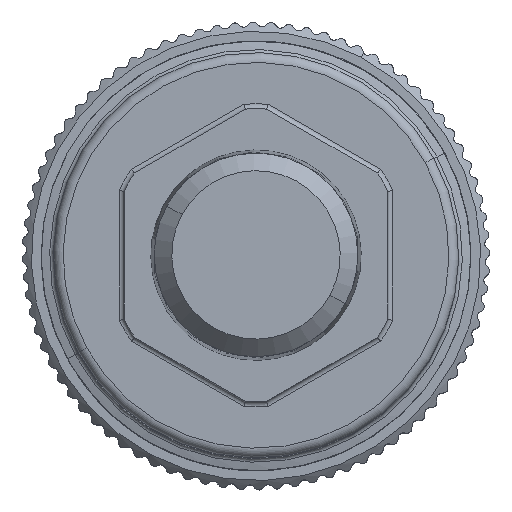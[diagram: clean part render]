
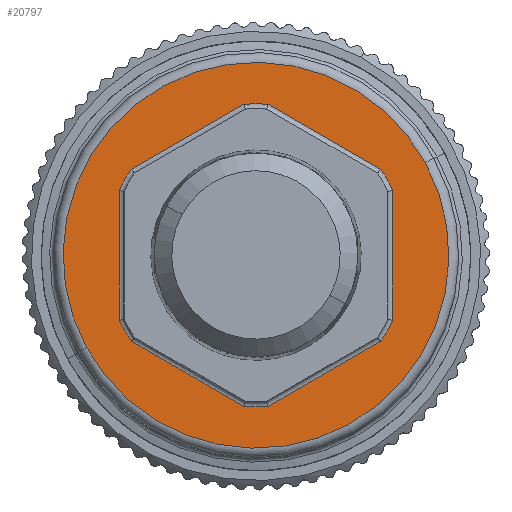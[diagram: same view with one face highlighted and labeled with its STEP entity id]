
A CAD part, top view. The second image highlights one B-rep face of the part: STEP entity #20797.
In plain terms, the highlighted planar face has unit normal (0, 0, 1).
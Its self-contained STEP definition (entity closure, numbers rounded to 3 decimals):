
#20448=CARTESIAN_POINT('Vertex',(-25.126,41.615,-11.065)) ;
#20457=CARTESIAN_POINT('Vertex',(-36.647,34.963,-11.065)) ;
#20460=CARTESIAN_POINT('Line Origine',(-34.007,36.487,-11.065)) ;
#20483=CARTESIAN_POINT('Vertex',(-39.126,34.963,-11.065)) ;
#20486=CARTESIAN_POINT('Axis2P3D Location',(-37.886,50.413,-11.065)) ;
#20509=CARTESIAN_POINT('Vertex',(-50.647,41.615,-11.065)) ;
#20512=CARTESIAN_POINT('Line Origine',(-41.766,36.487,-11.065)) ;
#20535=CARTESIAN_POINT('Vertex',(-51.886,43.761,-11.065)) ;
#20539=CARTESIAN_POINT('Control Point',(-51.386,42.797,-11.065)) ;
#20540=CARTESIAN_POINT('Control Point',(-51.564,43.113,-11.065)) ;
#20541=CARTESIAN_POINT('Control Point',(-51.731,43.434,-11.065)) ;
#20542=CARTESIAN_POINT('Control Point',(-51.886,43.761,-11.065)) ;
#20543=CARTESIAN_POINT('Vertex',(-51.386,42.797,-11.065)) ;
#20546=CARTESIAN_POINT('Axis2P3D Location',(-37.886,50.413,-11.065)) ;
#20571=CARTESIAN_POINT('Vertex',(-51.886,57.065,-11.065)) ;
#20574=CARTESIAN_POINT('Line Origine',(-51.886,50.413,-11.065)) ;
#20597=CARTESIAN_POINT('Vertex',(-50.647,59.211,-11.065)) ;
#20600=CARTESIAN_POINT('Axis2P3D Location',(-37.886,50.413,-11.065)) ;
#20623=CARTESIAN_POINT('Vertex',(-39.126,65.863,-11.065)) ;
#20626=CARTESIAN_POINT('Line Origine',(-41.766,64.339,-11.065)) ;
#20649=CARTESIAN_POINT('Vertex',(-36.647,65.863,-11.065)) ;
#20652=CARTESIAN_POINT('Axis2P3D Location',(-37.886,50.413,-11.065)) ;
#20675=CARTESIAN_POINT('Vertex',(-25.126,59.211,-11.065)) ;
#20678=CARTESIAN_POINT('Line Origine',(-34.007,64.339,-11.065)) ;
#20701=CARTESIAN_POINT('Vertex',(-23.886,57.065,-11.065)) ;
#20704=CARTESIAN_POINT('Axis2P3D Location',(-37.886,50.413,-11.065)) ;
#20727=CARTESIAN_POINT('Vertex',(-23.886,43.761,-11.065)) ;
#20730=CARTESIAN_POINT('Line Origine',(-23.886,50.413,-11.065)) ;
#20747=CARTESIAN_POINT('Axis2P3D Location',(-37.886,50.413,-11.065)) ;
#20759=CARTESIAN_POINT('Axis2P3D Location',(-52.886,50.413,-11.065)) ;
#20764=CARTESIAN_POINT('Axis2P3D Location',(-37.886,50.413,-11.065)) ;
#20768=CARTESIAN_POINT('Vertex',(-20.554,59.882,-11.065)) ;
#20770=CARTESIAN_POINT('Vertex',(-55.219,40.944,-11.065)) ;
#20773=CARTESIAN_POINT('Axis2P3D Location',(-37.886,50.413,-11.065)) ;
#20461=DIRECTION('Vector Direction',(-0.866,-0.5,0.)) ;
#20487=DIRECTION('Axis2P3D Direction',(0.,0.,1.)) ;
#20513=DIRECTION('Vector Direction',(-0.866,0.5,0.)) ;
#20547=DIRECTION('Axis2P3D Direction',(0.,0.,1.)) ;
#20575=DIRECTION('Vector Direction',(0.,1.,0.)) ;
#20601=DIRECTION('Axis2P3D Direction',(0.,0.,1.)) ;
#20627=DIRECTION('Vector Direction',(0.866,0.5,0.)) ;
#20653=DIRECTION('Axis2P3D Direction',(0.,0.,1.)) ;
#20679=DIRECTION('Vector Direction',(0.866,-0.5,0.)) ;
#20705=DIRECTION('Axis2P3D Direction',(0.,0.,1.)) ;
#20731=DIRECTION('Vector Direction',(0.,-1.,0.)) ;
#20748=DIRECTION('Axis2P3D Direction',(0.,0.,1.)) ;
#20760=DIRECTION('Axis2P3D Direction',(0.,0.,1.)) ;
#20761=DIRECTION('Axis2P3D XDirection',(0.,1.,0.)) ;
#20765=DIRECTION('Axis2P3D Direction',(0.,0.,1.)) ;
#20774=DIRECTION('Axis2P3D Direction',(0.,0.,1.)) ;
#20488=AXIS2_PLACEMENT_3D('Circle Axis2P3D',#20486,#20487,$) ;
#20548=AXIS2_PLACEMENT_3D('Circle Axis2P3D',#20546,#20547,$) ;
#20602=AXIS2_PLACEMENT_3D('Circle Axis2P3D',#20600,#20601,$) ;
#20654=AXIS2_PLACEMENT_3D('Circle Axis2P3D',#20652,#20653,$) ;
#20706=AXIS2_PLACEMENT_3D('Circle Axis2P3D',#20704,#20705,$) ;
#20749=AXIS2_PLACEMENT_3D('Circle Axis2P3D',#20747,#20748,$) ;
#20762=AXIS2_PLACEMENT_3D('Plane Axis2P3D',#20759,#20760,#20761) ;
#20766=AXIS2_PLACEMENT_3D('Circle Axis2P3D',#20764,#20765,$) ;
#20775=AXIS2_PLACEMENT_3D('Circle Axis2P3D',#20773,#20774,$) ;
#20779=ORIENTED_EDGE('',*,*,#20772,.T.) ;
#20780=ORIENTED_EDGE('',*,*,#20777,.T.) ;
#20783=ORIENTED_EDGE('',*,*,#20490,.T.) ;
#20784=ORIENTED_EDGE('',*,*,#20516,.T.) ;
#20785=ORIENTED_EDGE('',*,*,#20550,.T.) ;
#20786=ORIENTED_EDGE('',*,*,#20545,.T.) ;
#20787=ORIENTED_EDGE('',*,*,#20578,.T.) ;
#20788=ORIENTED_EDGE('',*,*,#20604,.T.) ;
#20789=ORIENTED_EDGE('',*,*,#20630,.T.) ;
#20790=ORIENTED_EDGE('',*,*,#20656,.T.) ;
#20791=ORIENTED_EDGE('',*,*,#20682,.T.) ;
#20792=ORIENTED_EDGE('',*,*,#20708,.T.) ;
#20793=ORIENTED_EDGE('',*,*,#20734,.T.) ;
#20794=ORIENTED_EDGE('',*,*,#20751,.T.) ;
#20795=ORIENTED_EDGE('',*,*,#20464,.T.) ;
#20796=FACE_BOUND('',#20782,.T.) ;
#20462=VECTOR('Line Direction',#20461,1.) ;
#20514=VECTOR('Line Direction',#20513,1.) ;
#20576=VECTOR('Line Direction',#20575,1.) ;
#20628=VECTOR('Line Direction',#20627,1.) ;
#20680=VECTOR('Line Direction',#20679,1.) ;
#20732=VECTOR('Line Direction',#20731,1.) ;
#20797=ADVANCED_FACE('PartBody',(#20781,#20796),#20763,.T.) ;
#20538=B_SPLINE_CURVE_WITH_KNOTS('',3,(#20539,#20540,#20541,#20542),.UNSPECIFIED.,.F.,.U.,(4,4),(0.,1.536),.UNSPECIFIED.) ;
#20489=CIRCLE('generated circle',#20488,15.5) ;
#20549=CIRCLE('generated circle',#20548,15.5) ;
#20603=CIRCLE('generated circle',#20602,15.5) ;
#20655=CIRCLE('generated circle',#20654,15.5) ;
#20707=CIRCLE('generated circle',#20706,15.5) ;
#20750=CIRCLE('generated circle',#20749,15.5) ;
#20767=CIRCLE('generated circle',#20766,19.75) ;
#20776=CIRCLE('generated circle',#20775,19.75) ;
#20464=EDGE_CURVE('',#20449,#20458,#20463,.T.) ;
#20490=EDGE_CURVE('',#20458,#20484,#20489,.F.) ;
#20516=EDGE_CURVE('',#20484,#20510,#20515,.T.) ;
#20545=EDGE_CURVE('',#20544,#20536,#20538,.T.) ;
#20550=EDGE_CURVE('',#20510,#20544,#20549,.F.) ;
#20578=EDGE_CURVE('',#20536,#20572,#20577,.T.) ;
#20604=EDGE_CURVE('',#20572,#20598,#20603,.F.) ;
#20630=EDGE_CURVE('',#20598,#20624,#20629,.T.) ;
#20656=EDGE_CURVE('',#20624,#20650,#20655,.F.) ;
#20682=EDGE_CURVE('',#20650,#20676,#20681,.T.) ;
#20708=EDGE_CURVE('',#20676,#20702,#20707,.F.) ;
#20734=EDGE_CURVE('',#20702,#20728,#20733,.T.) ;
#20751=EDGE_CURVE('',#20728,#20449,#20750,.F.) ;
#20772=EDGE_CURVE('',#20769,#20771,#20767,.T.) ;
#20777=EDGE_CURVE('',#20771,#20769,#20776,.T.) ;
#20778=EDGE_LOOP('',(#20779,#20780)) ;
#20782=EDGE_LOOP('',(#20783,#20784,#20785,#20786,#20787,#20788,#20789,#20790,#20791,#20792,#20793,#20794,#20795)) ;
#20781=FACE_OUTER_BOUND('',#20778,.T.) ;
#20463=LINE('Line',#20460,#20462) ;
#20515=LINE('Line',#20512,#20514) ;
#20577=LINE('Line',#20574,#20576) ;
#20629=LINE('Line',#20626,#20628) ;
#20681=LINE('Line',#20678,#20680) ;
#20733=LINE('Line',#20730,#20732) ;
#20763=PLANE('',#20762) ;
#20449=VERTEX_POINT('',#20448) ;
#20458=VERTEX_POINT('',#20457) ;
#20484=VERTEX_POINT('',#20483) ;
#20510=VERTEX_POINT('',#20509) ;
#20536=VERTEX_POINT('',#20535) ;
#20544=VERTEX_POINT('',#20543) ;
#20572=VERTEX_POINT('',#20571) ;
#20598=VERTEX_POINT('',#20597) ;
#20624=VERTEX_POINT('',#20623) ;
#20650=VERTEX_POINT('',#20649) ;
#20676=VERTEX_POINT('',#20675) ;
#20702=VERTEX_POINT('',#20701) ;
#20728=VERTEX_POINT('',#20727) ;
#20769=VERTEX_POINT('',#20768) ;
#20771=VERTEX_POINT('',#20770) ;
